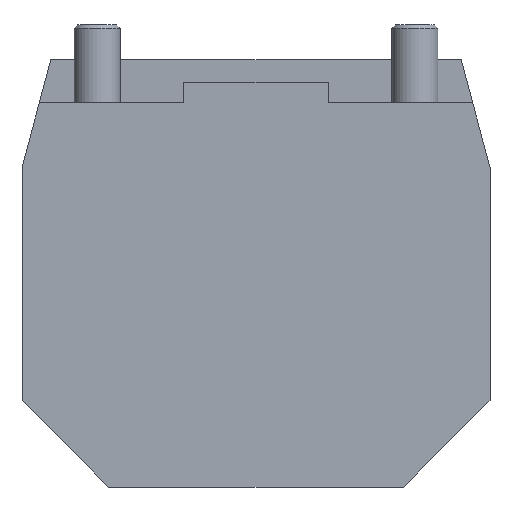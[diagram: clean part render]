
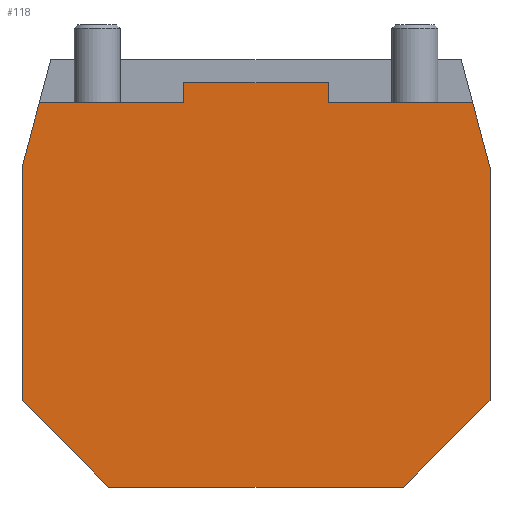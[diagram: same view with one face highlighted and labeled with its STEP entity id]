
A CAD part, left-side view. The second image highlights one B-rep face of the part: STEP entity #118.
In plain terms, the highlighted planar face has unit normal (-1, 0, 0).
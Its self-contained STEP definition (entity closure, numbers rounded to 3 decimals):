
#73=FACE_OUTER_BOUND('',#254,.T.);
#118=ADVANCED_FACE('',(#73),#153,.F.);
#153=PLANE('',#864);
#254=EDGE_LOOP('',(#414,#415,#416,#417,#418,#419,#420,#421,#422,#423,#424,
#425));
#414=ORIENTED_EDGE('',*,*,#633,.F.);
#415=ORIENTED_EDGE('',*,*,#634,.F.);
#416=ORIENTED_EDGE('',*,*,#583,.F.);
#417=ORIENTED_EDGE('',*,*,#621,.F.);
#418=ORIENTED_EDGE('',*,*,#581,.F.);
#419=ORIENTED_EDGE('',*,*,#635,.F.);
#420=ORIENTED_EDGE('',*,*,#630,.F.);
#421=ORIENTED_EDGE('',*,*,#627,.T.);
#422=ORIENTED_EDGE('',*,*,#636,.T.);
#423=ORIENTED_EDGE('',*,*,#637,.T.);
#424=ORIENTED_EDGE('',*,*,#638,.T.);
#425=ORIENTED_EDGE('',*,*,#623,.T.);
#508=VERTEX_POINT('',#1153);
#511=VERTEX_POINT('',#1158);
#513=VERTEX_POINT('',#1163);
#514=VERTEX_POINT('',#1165);
#544=VERTEX_POINT('',#1259);
#546=VERTEX_POINT('',#1262);
#549=VERTEX_POINT('',#1268);
#550=VERTEX_POINT('',#1270);
#552=VERTEX_POINT('',#1276);
#553=VERTEX_POINT('',#1281);
#554=VERTEX_POINT('',#1285);
#555=VERTEX_POINT('',#1287);
#581=EDGE_CURVE('',#511,#508,#672,.T.);
#583=EDGE_CURVE('',#513,#514,#674,.T.);
#621=EDGE_CURVE('',#508,#513,#692,.T.);
#623=EDGE_CURVE('',#546,#544,#694,.T.);
#627=EDGE_CURVE('',#550,#549,#698,.T.);
#630=EDGE_CURVE('',#550,#552,#701,.T.);
#633=EDGE_CURVE('',#553,#544,#704,.T.);
#634=EDGE_CURVE('',#514,#553,#705,.T.);
#635=EDGE_CURVE('',#552,#511,#706,.T.);
#636=EDGE_CURVE('',#549,#554,#707,.T.);
#637=EDGE_CURVE('',#554,#555,#708,.T.);
#638=EDGE_CURVE('',#555,#546,#709,.T.);
#672=LINE('',#1159,#728);
#674=LINE('',#1164,#730);
#692=LINE('',#1256,#748);
#694=LINE('',#1261,#750);
#698=LINE('',#1269,#754);
#701=LINE('',#1275,#757);
#704=LINE('',#1280,#760);
#705=LINE('',#1282,#761);
#706=LINE('',#1283,#762);
#707=LINE('',#1284,#763);
#708=LINE('',#1286,#764);
#709=LINE('',#1288,#765);
#728=VECTOR('',#919,1.);
#730=VECTOR('',#923,1.);
#748=VECTOR('',#1029,1.);
#750=VECTOR('',#1033,1.);
#754=VECTOR('',#1037,1.);
#757=VECTOR('',#1042,1.);
#760=VECTOR('',#1047,1.);
#761=VECTOR('',#1048,1.);
#762=VECTOR('',#1049,1.);
#763=VECTOR('',#1050,1.);
#764=VECTOR('',#1051,1.);
#765=VECTOR('',#1052,1.);
#864=AXIS2_PLACEMENT_3D('',#1289,#1053,#1054);
#919=DIRECTION('',(0.,0.707,-0.707));
#923=DIRECTION('',(0.,0.707,0.707));
#1029=DIRECTION('',(0.,1.,0.));
#1033=DIRECTION('',(0.,1.,0.));
#1037=DIRECTION('',(0.,1.,0.));
#1042=DIRECTION('',(0.,-0.259,-0.966));
#1047=DIRECTION('',(0.,-0.259,0.966));
#1048=DIRECTION('',(0.,0.,1.));
#1049=DIRECTION('',(0.,0.,-1.));
#1050=DIRECTION('',(0.,0.,1.));
#1051=DIRECTION('',(0.,1.,0.));
#1052=DIRECTION('',(0.,0.,-1.));
#1053=DIRECTION('',(1.,0.,0.));
#1054=DIRECTION('',(0.,-1.,0.));
#1153=CARTESIAN_POINT('',(-150.,-51.,-133.));
#1158=CARTESIAN_POINT('',(-150.,-81.,-103.));
#1159=CARTESIAN_POINT('',(-150.,-81.,-103.));
#1163=CARTESIAN_POINT('',(-150.,51.,-133.));
#1164=CARTESIAN_POINT('',(-150.,51.,-133.));
#1165=CARTESIAN_POINT('',(-150.,81.,-103.));
#1256=CARTESIAN_POINT('',(-150.,-51.,-133.));
#1259=CARTESIAN_POINT('',(-150.,75.019,0.));
#1261=CARTESIAN_POINT('',(-150.,25.,0.));
#1262=CARTESIAN_POINT('',(-150.,25.,0.));
#1268=CARTESIAN_POINT('',(-150.,-25.,0.));
#1269=CARTESIAN_POINT('',(-150.,-75.019,0.));
#1270=CARTESIAN_POINT('',(-150.,-75.019,0.));
#1275=CARTESIAN_POINT('',(-150.,-75.019,0.));
#1276=CARTESIAN_POINT('',(-150.,-81.,-22.321));
#1280=CARTESIAN_POINT('',(-150.,81.,-22.321));
#1281=CARTESIAN_POINT('',(-150.,81.,-22.321));
#1282=CARTESIAN_POINT('',(-150.,81.,-103.));
#1283=CARTESIAN_POINT('',(-150.,-81.,-22.321));
#1284=CARTESIAN_POINT('',(-150.,-25.,0.));
#1285=CARTESIAN_POINT('',(-150.,-25.,7.));
#1286=CARTESIAN_POINT('',(-150.,-25.,7.));
#1287=CARTESIAN_POINT('',(-150.,25.,7.));
#1288=CARTESIAN_POINT('',(-150.,25.,7.));
#1289=CARTESIAN_POINT('',(-150.,0.,-59.));
